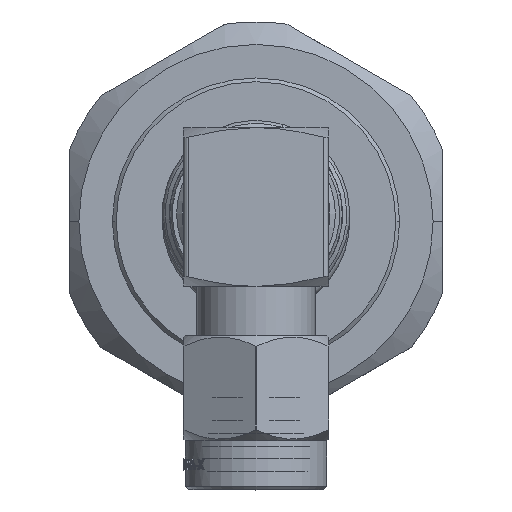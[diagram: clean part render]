
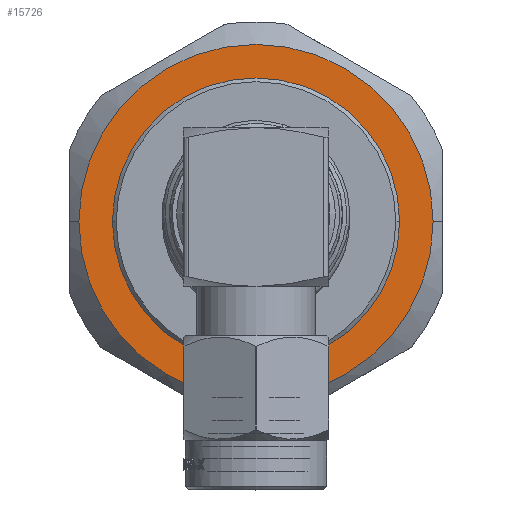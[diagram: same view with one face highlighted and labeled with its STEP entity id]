
A CAD part, top view. The second image highlights one B-rep face of the part: STEP entity #15726.
In plain terms, the highlighted face is planar.
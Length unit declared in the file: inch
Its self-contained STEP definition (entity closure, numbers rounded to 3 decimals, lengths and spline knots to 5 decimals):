
#672 = CARTESIAN_POINT ( 'NONE',  ( 0.66905, 0., 0. ) ) ;
#791 = EDGE_CURVE ( 'NONE', #3513, #3925, #10907, .T. ) ;
#808 = DIRECTION ( 'NONE',  ( 0., 0., -1. ) ) ;
#1116 = CIRCLE ( 'NONE', #10066, 0.31136 ) ;
#1283 = DIRECTION ( 'NONE',  ( 1., 0., 0. ) ) ;
#3039 = FACE_BOUND ( 'NONE', #4438, .T. ) ;
#3362 = CARTESIAN_POINT ( 'NONE',  ( 0.66905, 0., 0. ) ) ;
#3513 = VERTEX_POINT ( 'NONE', #5333 ) ;
#3564 = EDGE_CURVE ( 'NONE', #12519, #4335, #10570, .T. ) ;
#3840 = CARTESIAN_POINT ( 'NONE',  ( 0.66905, 0., 0. ) ) ;
#3925 = VERTEX_POINT ( 'NONE', #13824 ) ;
#3956 = CARTESIAN_POINT ( 'NONE',  ( 0.66905, 0., 0. ) ) ;
#4074 = CARTESIAN_POINT ( 'NONE',  ( 0.66905, 0., 0.38407 ) ) ;
#4288 = AXIS2_PLACEMENT_3D ( 'NONE', #3362, #9443, #9523 ) ;
#4335 = VERTEX_POINT ( 'NONE', #9767 ) ;
#4438 = EDGE_LOOP ( 'NONE', ( #13833, #6268 ) ) ;
#5333 = CARTESIAN_POINT ( 'NONE',  ( 0.66905, 0., 0.31136 ) ) ;
#5621 = FACE_OUTER_BOUND ( 'NONE', #13210, .T. ) ;
#5625 = ORIENTED_EDGE ( 'NONE', *, *, #11184, .T. ) ;
#6268 = ORIENTED_EDGE ( 'NONE', *, *, #8766, .F. ) ;
#8162 = CARTESIAN_POINT ( 'NONE',  ( 0.66905, 0.38407, 0. ) ) ;
#8766 = EDGE_CURVE ( 'NONE', #3925, #3513, #1116, .T. ) ;
#9146 = ORIENTED_EDGE ( 'NONE', *, *, #3564, .T. ) ;
#9443 = DIRECTION ( 'NONE',  ( 1., 0., 0. ) ) ;
#9523 = DIRECTION ( 'NONE',  ( 0., 0., -1. ) ) ;
#9767 = CARTESIAN_POINT ( 'NONE',  ( 0.66905, 0., -0.38407 ) ) ;
#10066 = AXIS2_PLACEMENT_3D ( 'NONE', #672, #15267, #12953 ) ;
#10406 = PLANE ( 'NONE',  #11574 ) ;
#10485 = DIRECTION ( 'NONE',  ( 1., 0., 0. ) ) ;
#10570 = CIRCLE ( 'NONE', #15144, 0.38407 ) ;
#10907 = CIRCLE ( 'NONE', #4288, 0.31136 ) ;
#11184 = EDGE_CURVE ( 'NONE', #4335, #12519, #13423, .T. ) ;
#11297 = DIRECTION ( 'NONE',  ( 0., 0., -1. ) ) ;
#11398 = AXIS2_PLACEMENT_3D ( 'NONE', #3840, #1283, #12077 ) ;
#11574 = AXIS2_PLACEMENT_3D ( 'NONE', #8162, #10485, #808 ) ;
#12077 = DIRECTION ( 'NONE',  ( 0., 0., -1. ) ) ;
#12519 = VERTEX_POINT ( 'NONE', #4074 ) ;
#12953 = DIRECTION ( 'NONE',  ( 0., 0., -1. ) ) ;
#13210 = EDGE_LOOP ( 'NONE', ( #9146, #5625 ) ) ;
#13423 = CIRCLE ( 'NONE', #11398, 0.38407 ) ;
#13689 = DIRECTION ( 'NONE',  ( 1., 0., 0. ) ) ;
#13824 = CARTESIAN_POINT ( 'NONE',  ( 0.66905, 0., -0.31136 ) ) ;
#13833 = ORIENTED_EDGE ( 'NONE', *, *, #791, .F. ) ;
#15144 = AXIS2_PLACEMENT_3D ( 'NONE', #3956, #13689, #11297 ) ;
#15267 = DIRECTION ( 'NONE',  ( 1., 0., 0. ) ) ;
#15726 = ADVANCED_FACE ( 'NONE', ( #5621, #3039 ), #10406, .T. ) ;
